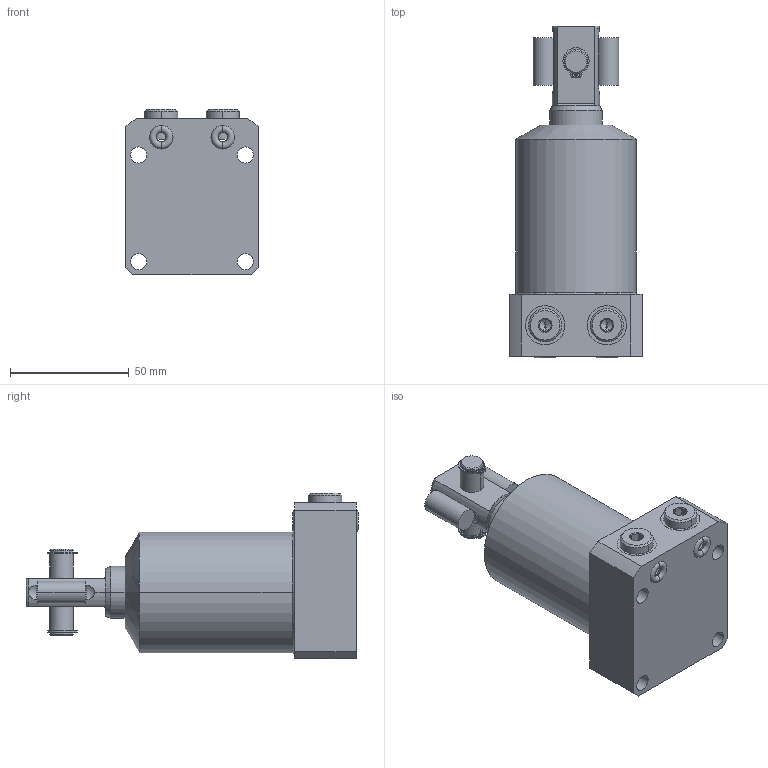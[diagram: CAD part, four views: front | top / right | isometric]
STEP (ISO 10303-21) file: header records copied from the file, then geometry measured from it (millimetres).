
FILE_DESCRIPTION((''),'2;1');
FILE_NAME('ILCML1414010R0','2015-03-24T',('maj'),(''),'PRO/ENGINEER BY PARAMETRIC TECHNOLOGY CORPORATION, 2013320','PRO/ENGINEER BY PARAMETRIC TECHNOLOGY CORPORATION, 2013320','');
FILE_SCHEMA(('AUTOMOTIVE_DESIGN { 1 0 10303 214 1 1 1 1 }'));
Length unit declared in the file: millimetre
Products named in the file (1): ILCML1414010R0
Bounding box: 56 x 140 x 69.81 mm (x, y, z)
Volume: 245884.8 mm3; surface area: 34940.2 mm2
Topology: 7 solids, 13 shells, 234 faces, 554 edges, 350 vertices
Faces by surface type: cylinder 98, plane 80, cone 32, torus 20, sphere 4
Entity records: 8893 total; most frequent: CARTESIAN_POINT 1494, DIRECTION 1272, ORIENTED_EDGE 1076, PRESENTATION_STYLE_ASSIGNMENT 563, STYLED_ITEM 563, CURVE_STYLE 550, EDGE_CURVE 550, AXIS2_PLACEMENT_3D 523
